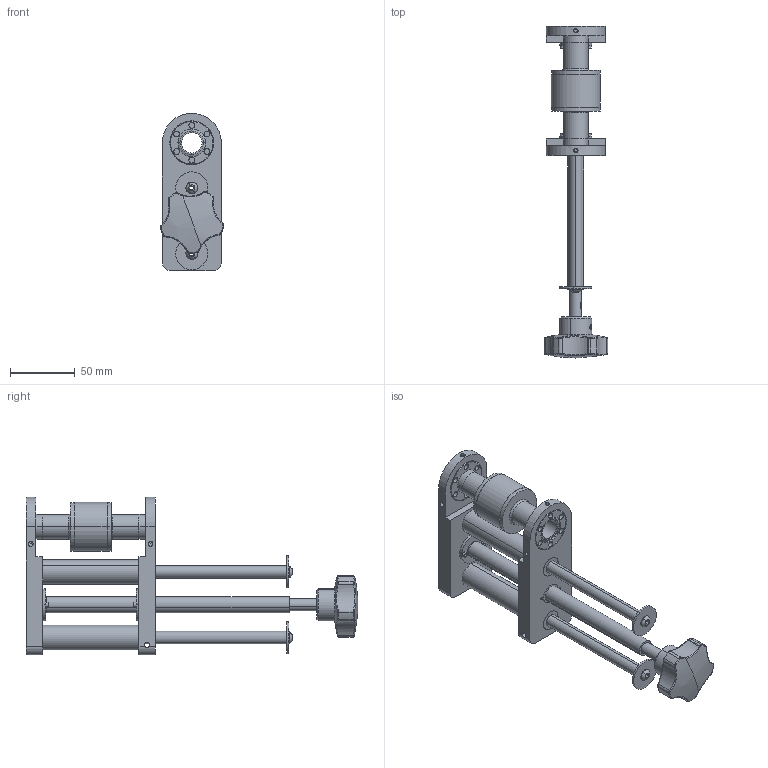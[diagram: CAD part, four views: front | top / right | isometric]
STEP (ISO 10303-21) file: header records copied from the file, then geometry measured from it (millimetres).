
FILE_DESCRIPTION (( 'STEP AP214' ), '1' );
FILE_NAME ('BLT13S-04, BOTH THRU, 10013358.STEP', '2018-06-04T15:00:55', ( 'jvatsvog' ), ( 'Microsoft' ), 'SwSTEP 2.0', 'SolidWorks 2017', '' );
FILE_SCHEMA (( 'AUTOMOTIVE_DESIGN' ));
Length unit declared in the file: inch
Products named in the file (1): BLT13S-04, BOTH THRU, 10013358
Bounding box: 49.1 x 256.83 x 121.89 mm (x, y, z)
Surface area: 80048.1 mm2 (no closed solid volume)
Topology: 0 solids, 37 shells, 368 faces, 1001 edges, 673 vertices
Faces by surface type: cylinder 163, plane 119, cone 34, bspline 30, torus 18, sphere 4
Entity records: 18782 total; most frequent: CARTESIAN_POINT 4615, DIRECTION 2015, ORIENTED_EDGE 1752, EDGE_CURVE 999, AXIS2_PLACEMENT_3D 779, VERTEX_POINT 673, EDGE_LOOP 472, VECTOR 457
